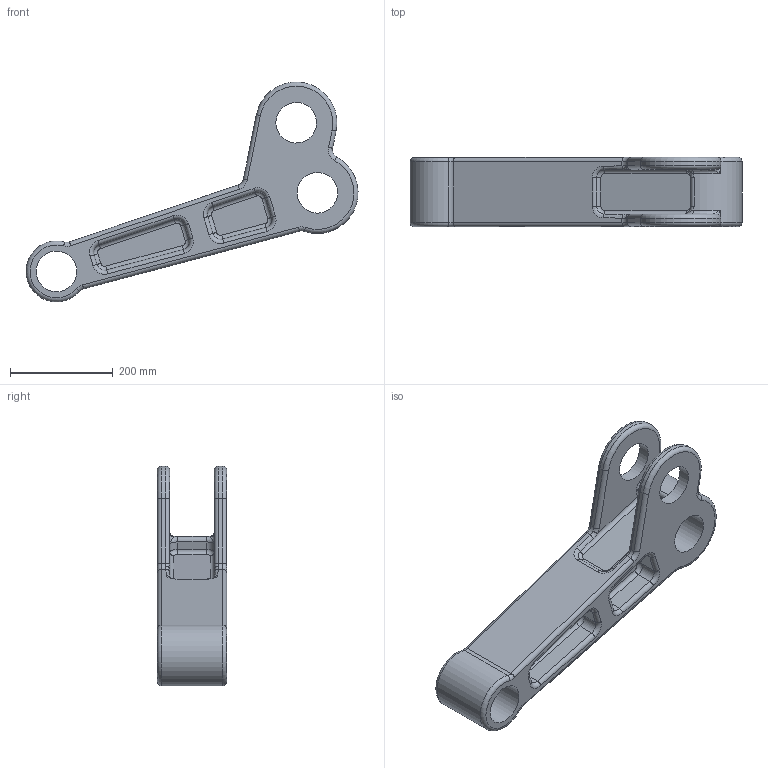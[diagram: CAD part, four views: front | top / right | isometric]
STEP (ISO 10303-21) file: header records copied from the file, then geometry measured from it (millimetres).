
FILE_DESCRIPTION( ( '' ), ' ' );
FILE_NAME( '5836a72552526810fcad8814.step', '2016-11-24T08:39:02', ( '' ), ( '' ), ' ', ' ', ' ' );
FILE_SCHEMA( ( 'AUTOMOTIVE_DESIGN { 1 0 10303 214 1 1 1 1 }' ) );
Length unit declared in the file: metre
Products named in the file (1): CrankC
Bounding box: 646.59 x 134.64 x 428.22 mm (x, y, z)
Volume: 7383710.5 mm3; surface area: 559881.3 mm2
Topology: 1 solids, 1 shells, 216 faces, 498 edges, 284 vertices
Faces by surface type: cylinder 92, torus 68, plane 36, bspline 20
Full cylindrical faces by diameter (mm): 79.2 x4
Entity records: 25886 total; most frequent: CARTESIAN_POINT 19221, DIRECTION 1140, ORIENTED_EDGE 980, EDGE_CURVE 490, AXIS2_PLACEMENT_3D 485, VERTEX_POINT 284, CIRCLE 280, EDGE_LOOP 232
